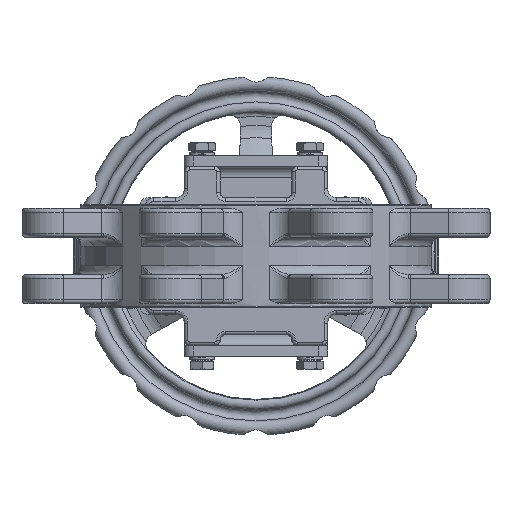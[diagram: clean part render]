
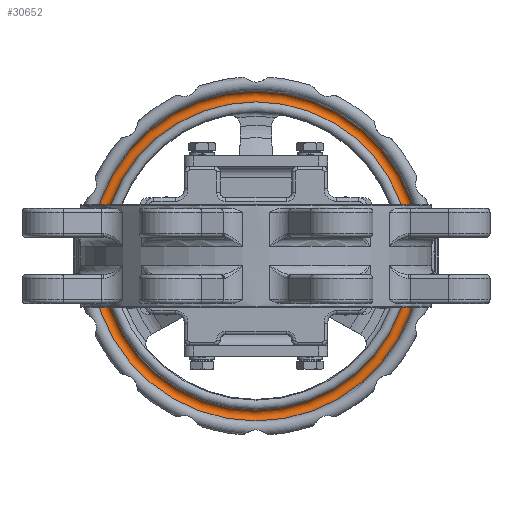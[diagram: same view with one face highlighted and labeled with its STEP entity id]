
A CAD part, left-side view. The second image highlights one B-rep face of the part: STEP entity #30652.
In plain terms, the highlighted toroidal (fillet/blend) face has major radius 89 mm and minor radius 3 mm.
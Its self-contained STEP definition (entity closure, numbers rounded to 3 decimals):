
#4097=TOROIDAL_SURFACE('',#33351,89.,3.);
#10421=ORIENTED_EDGE('',*,*,#14314,.F.);
#10422=ORIENTED_EDGE('',*,*,#14313,.T.);
#14313=EDGE_CURVE('',#16593,#16593,#17931,.T.);
#14314=EDGE_CURVE('',#16594,#16594,#17932,.T.);
#16593=VERTEX_POINT('',#52753);
#16594=VERTEX_POINT('',#52756);
#17931=CIRCLE('',#33350,86.);
#17932=CIRCLE('',#33352,92.);
#19510=EDGE_LOOP('',(#10421));
#19511=EDGE_LOOP('',(#10422));
#21310=FACE_BOUND('',#19510,.T.);
#21311=FACE_BOUND('',#19511,.T.);
#30652=ADVANCED_FACE('',(#21310,#21311),#4097,.F.);
#33350=AXIS2_PLACEMENT_3D('',#52752,#39657,#39658);
#33351=AXIS2_PLACEMENT_3D('',#52754,#39659,#39660);
#33352=AXIS2_PLACEMENT_3D('',#52755,#39661,#39662);
#39657=DIRECTION('',(1.,0.,0.));
#39658=DIRECTION('',(0.,0.,-1.));
#39659=DIRECTION('',(1.,0.,0.));
#39660=DIRECTION('',(0.,0.,-1.));
#39661=DIRECTION('',(1.,0.,0.));
#39662=DIRECTION('',(0.,0.,-1.));
#52752=CARTESIAN_POINT('',(32.,0.,0.));
#52753=CARTESIAN_POINT('',(32.,0.,-86.));
#52754=CARTESIAN_POINT('',(32.,0.,0.));
#52755=CARTESIAN_POINT('',(32.,0.,0.));
#52756=CARTESIAN_POINT('',(32.,0.,-92.));
